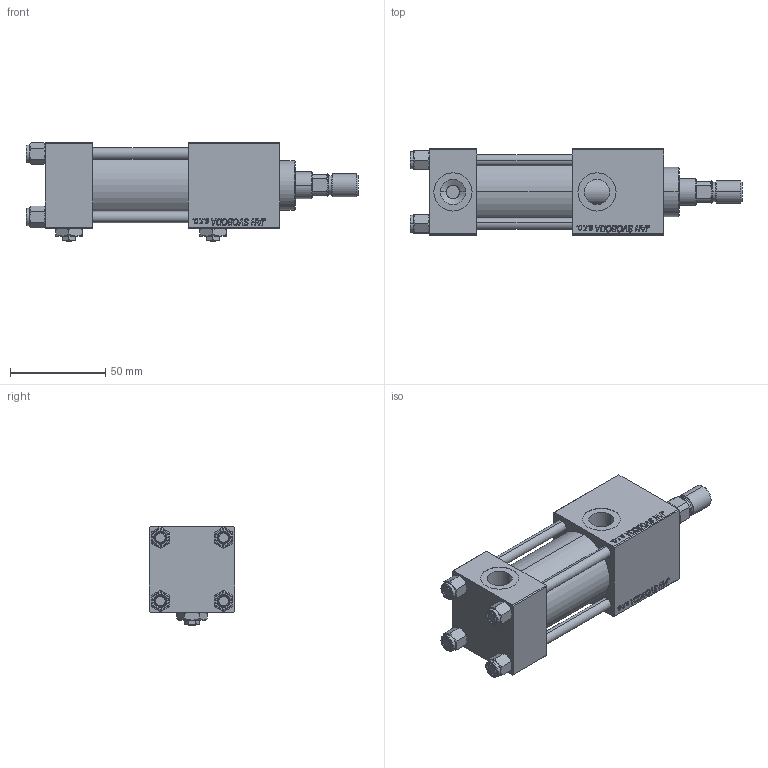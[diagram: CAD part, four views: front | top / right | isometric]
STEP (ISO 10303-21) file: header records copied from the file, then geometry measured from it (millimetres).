
FILE_DESCRIPTION (( 'STEP AP203' ), '1' );
FILE_NAME ('cfa4.STEP', '2025-10-27T08:04:56', ( '' ), ( '' ), 'SwSTEP 2.0', 'SolidWorks 2019', '' );
FILE_SCHEMA (( 'CONFIG_CONTROL_DESIGN' ));
Length unit declared in the file: millimetre
Products named in the file (8): Zatka_pro_OIL_PORT 19843fa708e6503778953ac6d58bd6d9; cfa4; NUT_M5_C 19843fa708e6503778953ac6d58bd6d9; V215_VC_A 19843fa708e6503778953ac6d58bd6d9; ROD_END_AH 19843fa708e6503778953ac6d58bd6d9; V215CR_VCP_C 19843fa708e6503778953ac6d58bd6d9; V215CR_C_Body 19843fa708e6503778953ac6d58bd6d9; V215CR_C_TYCINKA 19843fa708e6503778953ac6d58bd6d9
Assembly tree (14 placements, depth 2):
  cfa4
    V215CR_C_Body 19843fa708e6503778953ac6d58bd6d9
    V215CR_VCP_C 19843fa708e6503778953ac6d58bd6d9
    NUT_M5_C 19843fa708e6503778953ac6d58bd6d9  x4
    V215CR_C_TYCINKA 19843fa708e6503778953ac6d58bd6d9  x4
    V215_VC_A 19843fa708e6503778953ac6d58bd6d9
    ROD_END_AH 19843fa708e6503778953ac6d58bd6d9
    Zatka_pro_OIL_PORT 19843fa708e6503778953ac6d58bd6d9  x2
Bounding box: 174 x 45 x 52 mm (x, y, z)
Volume: 194068.6 mm3; surface area: 69774.6 mm2
Topology: 14 solids, 14 shells, 1262 faces, 3132 edges, 2019 vertices
Faces by surface type: plane 576, bspline 392, cone 182, cylinder 102, torus 10
Entity records: 52663 total; most frequent: CARTESIAN_POINT 27776, ORIENTED_EDGE 5564, DIRECTION 3616, EDGE_CURVE 2782, VERTEX_POINT 1817, VECTOR 1648, LINE 1648, EDGE_LOOP 1235
